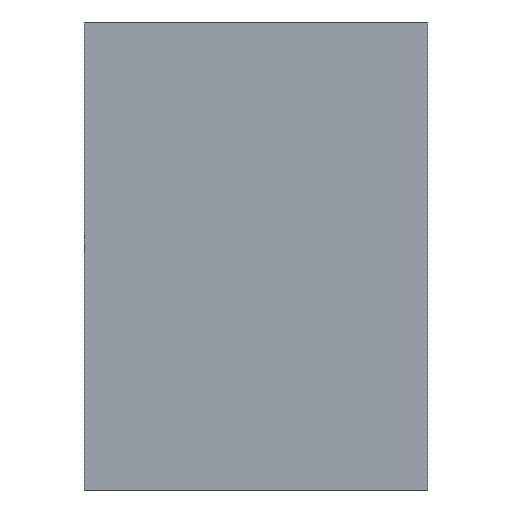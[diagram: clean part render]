
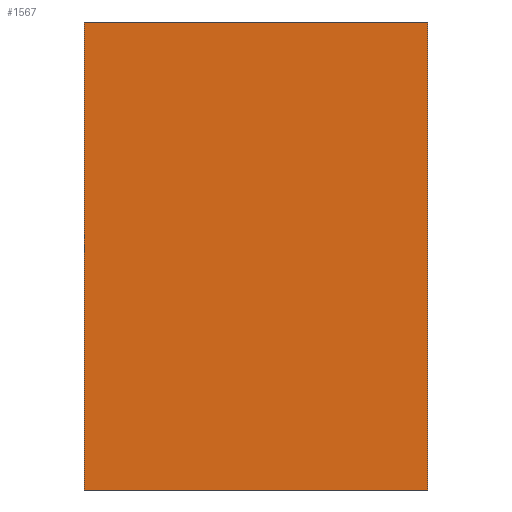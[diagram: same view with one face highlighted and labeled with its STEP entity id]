
A CAD part, left-side view. The second image highlights one B-rep face of the part: STEP entity #1567.
In plain terms, the highlighted planar face has unit normal (-1, 0, 0).
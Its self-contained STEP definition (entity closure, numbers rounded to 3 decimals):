
#15 = LINE ( 'NONE', #459, #1148 ) ;
#33 = LINE ( 'NONE', #952, #2212 ) ;
#39 = EDGE_CURVE ( 'NONE', #1875, #185, #15, .T. ) ;
#43 = VECTOR ( 'NONE', #2143, 1000. ) ;
#95 = DIRECTION ( 'NONE',  ( 0., -1., 0. ) ) ;
#185 = VERTEX_POINT ( 'NONE', #1542 ) ;
#306 = DIRECTION ( 'NONE',  ( 0., 0., 1. ) ) ;
#328 = ORIENTED_EDGE ( 'NONE', *, *, #2158, .T. ) ;
#459 = CARTESIAN_POINT ( 'NONE',  ( -3.5, 2.2, 1.5 ) ) ;
#478 = CARTESIAN_POINT ( 'NONE',  ( -3.5, 0., 1.5 ) ) ;
#491 = CARTESIAN_POINT ( 'NONE',  ( -3.5, 0., -1.5 ) ) ;
#557 = VECTOR ( 'NONE', #306, 1000. ) ;
#835 = EDGE_LOOP ( 'NONE', ( #328, #2262, #939, #1544 ) ) ;
#917 = DIRECTION ( 'NONE',  ( 0., -1., 0. ) ) ;
#939 = ORIENTED_EDGE ( 'NONE', *, *, #1134, .F. ) ;
#952 = CARTESIAN_POINT ( 'NONE',  ( -3.5, 2.2, -1.5 ) ) ;
#1080 = EDGE_CURVE ( 'NONE', #2113, #1166, #33, .T. ) ;
#1099 = LINE ( 'NONE', #478, #43 ) ;
#1134 = EDGE_CURVE ( 'NONE', #2113, #1875, #1729, .T. ) ;
#1148 = VECTOR ( 'NONE', #95, 1000. ) ;
#1166 = VERTEX_POINT ( 'NONE', #491 ) ;
#1204 = CARTESIAN_POINT ( 'NONE',  ( -3.5, 2.2, -1.5 ) ) ;
#1309 = CARTESIAN_POINT ( 'NONE',  ( -3.5, 2.2, 1.5 ) ) ;
#1319 = FACE_OUTER_BOUND ( 'NONE', #835, .T. ) ;
#1542 = CARTESIAN_POINT ( 'NONE',  ( -3.5, 0., 1.5 ) ) ;
#1544 = ORIENTED_EDGE ( 'NONE', *, *, #1080, .T. ) ;
#1550 = DIRECTION ( 'NONE',  ( 0., 0., -1. ) ) ;
#1567 = ADVANCED_FACE ( 'NONE', ( #1319 ), #1752, .F. ) ;
#1728 = DIRECTION ( 'NONE',  ( 1., 0., 0. ) ) ;
#1729 = LINE ( 'NONE', #2313, #557 ) ;
#1752 = PLANE ( 'NONE',  #1977 ) ;
#1875 = VERTEX_POINT ( 'NONE', #1309 ) ;
#1977 = AXIS2_PLACEMENT_3D ( 'NONE', #2099, #1728, #1550 ) ;
#2099 = CARTESIAN_POINT ( 'NONE',  ( -3.5, 2.2, 1.5 ) ) ;
#2113 = VERTEX_POINT ( 'NONE', #1204 ) ;
#2143 = DIRECTION ( 'NONE',  ( 0., 0., 1. ) ) ;
#2158 = EDGE_CURVE ( 'NONE', #1166, #185, #1099, .T. ) ;
#2212 = VECTOR ( 'NONE', #917, 1000. ) ;
#2262 = ORIENTED_EDGE ( 'NONE', *, *, #39, .F. ) ;
#2313 = CARTESIAN_POINT ( 'NONE',  ( -3.5, 2.2, 1.5 ) ) ;
